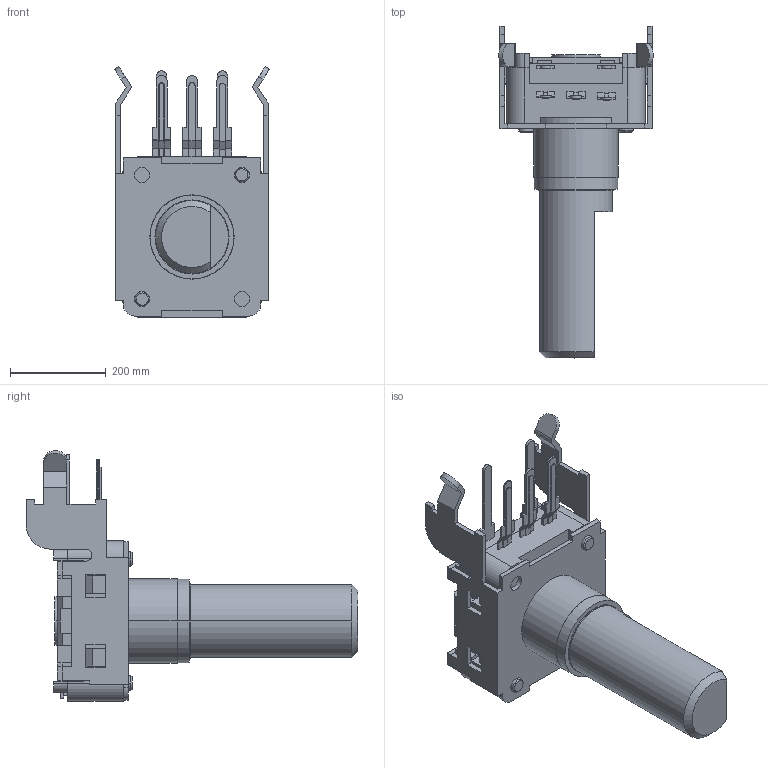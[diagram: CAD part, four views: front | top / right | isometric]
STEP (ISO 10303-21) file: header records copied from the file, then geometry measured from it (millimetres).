
FILE_DESCRIPTION((''),'2;1');
FILE_NAME('ED1215S_ASM','2012-08-09T',('Administrator'),(''),'PRO/ENGINEER BY PARAMETRIC TECHNOLOGY CORPORATION, 2001280','PRO/ENGINEER BY PARAMETRIC TECHNOLOGY CORPORATION, 2001280','');
FILE_SCHEMA(('CONFIG_CONTROL_DESIGN'));
Length unit declared in the file: inch
Products named in the file (6): EA12133_AF1; EI12139; EB12121; ES12124; PRT0002; ED1215S_ASM
Assembly tree (5 placements, depth 2):
  ED1215S_ASM
    EA12133_AF1
    EI12139
    EB12121
    ES12124
    PRT0002
Bounding box: 322.58 x 692.15 x 523.03 mm (x, y, z)
Volume: 17465391.3 mm3; surface area: 1558297.4 mm2
Topology: 8 solids, 10 shells, 546 faces, 1471 edges, 970 vertices
Faces by surface type: plane 419, cylinder 115, cone 11, bspline 1
Entity records: 17586 total; most frequent: CARTESIAN_POINT 3443, ORIENTED_EDGE 2942, DIRECTION 2830, EDGE_CURVE 1471, VECTOR 1212, LINE 1212, VERTEX_POINT 970, AXIS2_PLACEMENT_3D 809
